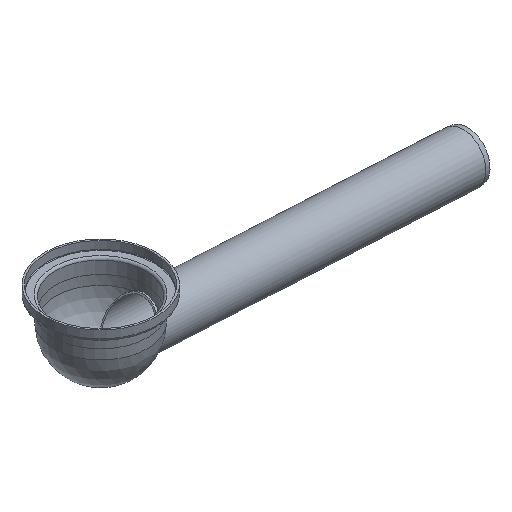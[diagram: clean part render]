
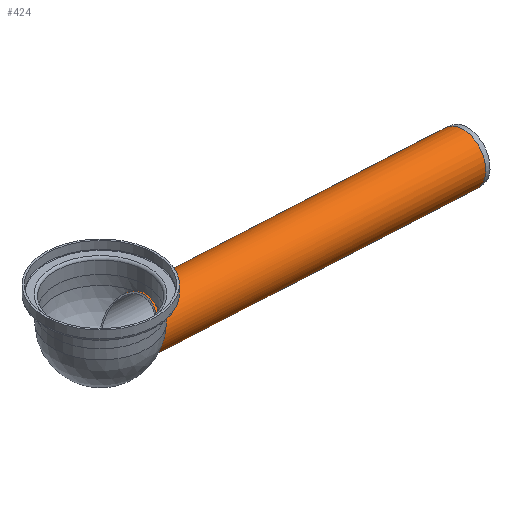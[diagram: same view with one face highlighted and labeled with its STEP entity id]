
A CAD part, isometric view. The second image highlights one B-rep face of the part: STEP entity #424.
In plain terms, the highlighted cylindrical face has radius 265 mm (diameter 530 mm), a full revolution.
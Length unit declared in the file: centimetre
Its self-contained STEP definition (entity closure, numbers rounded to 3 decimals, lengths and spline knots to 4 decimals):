
#20=ELLIPSE('',#484,30.5996,26.5);
#22=ELLIPSE('',#488,34.5933,26.5);
#23=ELLIPSE('',#489,34.5933,26.5);
#51=LINE('',#969,#63);
#63=VECTOR('',#618,26.5);
#83=CYLINDRICAL_SURFACE('',#486,26.5);
#105=FACE_OUTER_BOUND('',#137,.T.);
#137=EDGE_LOOP('',(#372,#373,#374,#375,#376,#377));
#174=CIRCLE('',#487,26.5);
#210=VERTEX_POINT('',#959);
#211=VERTEX_POINT('',#960);
#213=VERTEX_POINT('',#966);
#214=VERTEX_POINT('',#968);
#265=EDGE_CURVE('',#211,#210,#20,.T.);
#267=EDGE_CURVE('',#213,#213,#174,.T.);
#268=EDGE_CURVE('',#213,#214,#51,.T.);
#269=EDGE_CURVE('',#214,#211,#22,.T.);
#270=EDGE_CURVE('',#210,#214,#23,.T.);
#372=ORIENTED_EDGE('',*,*,#267,.F.);
#373=ORIENTED_EDGE('',*,*,#268,.T.);
#374=ORIENTED_EDGE('',*,*,#269,.T.);
#375=ORIENTED_EDGE('',*,*,#265,.T.);
#376=ORIENTED_EDGE('',*,*,#270,.T.);
#377=ORIENTED_EDGE('',*,*,#268,.F.);
#424=ADVANCED_FACE('',(#105),#83,.T.);
#484=AXIS2_PLACEMENT_3D('',#962,#610,#611);
#486=AXIS2_PLACEMENT_3D('',#965,#614,#615);
#487=AXIS2_PLACEMENT_3D('',#967,#616,#617);
#488=AXIS2_PLACEMENT_3D('',#970,#619,#620);
#489=AXIS2_PLACEMENT_3D('',#971,#621,#622);
#610=DIRECTION('center_axis',(0.839,0.,-0.545));
#611=DIRECTION('ref_axis',(-0.545,0.,-0.839));
#614=DIRECTION('center_axis',(0.999,0.,-0.052));
#615=DIRECTION('ref_axis',(-0.052,0.,-0.999));
#616=DIRECTION('center_axis',(0.999,0.,-0.052));
#617=DIRECTION('ref_axis',(0.052,0.,0.999));
#618=DIRECTION('',(-0.999,0.,0.052));
#619=DIRECTION('center_axis',(0.731,0.,-0.682));
#620=DIRECTION('ref_axis',(-0.682,0.,-0.731));
#621=DIRECTION('center_axis',(0.731,0.,-0.682));
#622=DIRECTION('ref_axis',(-0.682,0.,-0.731));
#959=CARTESIAN_POINT('',(722.8309,142.3931,19.1692));
#960=CARTESIAN_POINT('',(722.8309,139.2298,19.1692));
#962=CARTESIAN_POINT('Origin',(706.1949,140.8115,-6.448));
#965=CARTESIAN_POINT('Origin',(873.8847,140.8115,-15.2363));
#966=CARTESIAN_POINT('',(1072.0816,140.8115,0.913));
#967=CARTESIAN_POINT('Origin',(1070.6947,140.8115,-25.5507));
#968=CARTESIAN_POINT('',(722.873,140.8115,19.2143));
#969=CARTESIAN_POINT('',(875.2716,140.8115,11.2274));
#970=CARTESIAN_POINT('Origin',(699.2804,140.8115,-6.0857));
#971=CARTESIAN_POINT('Origin',(699.2804,140.8115,-6.0857));
